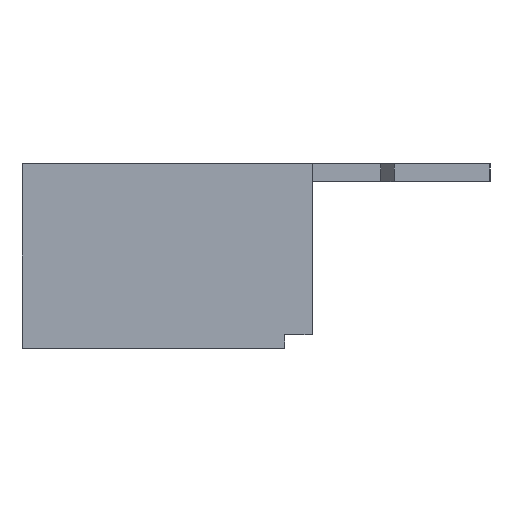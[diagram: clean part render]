
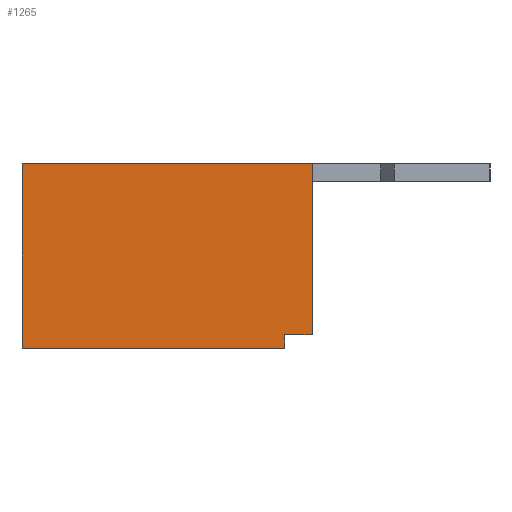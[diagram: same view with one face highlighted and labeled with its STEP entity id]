
A CAD part, left-side view. The second image highlights one B-rep face of the part: STEP entity #1265.
In plain terms, the highlighted planar face has unit normal (-1, 0, 0).
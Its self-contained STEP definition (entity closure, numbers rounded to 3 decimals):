
#1265=ADVANCED_FACE('',(#3286),#3287,.T.);
#2713=VERTEX_POINT('',#4735);
#2717=VERTEX_POINT('',#4739);
#2719=EDGE_CURVE('',#2717,#2713,#4741,.T.);
#2729=VERTEX_POINT('',#4751);
#2733=VERTEX_POINT('',#4755);
#2735=EDGE_CURVE('',#2733,#2729,#4757,.T.);
#2743=VERTEX_POINT('',#4765);
#2747=EDGE_CURVE('',#2729,#2743,#4769,.T.);
#2751=EDGE_CURVE('',#2743,#2717,#4773,.T.);
#2757=VERTEX_POINT('',#4779);
#2761=EDGE_CURVE('',#2713,#2757,#4783,.T.);
#2765=EDGE_CURVE('',#2757,#2733,#4787,.T.);
#3286=FACE_OUTER_BOUND('',#5298,.T.);
#3287=PLANE('',#5299);
#4735=CARTESIAN_POINT('',(0.0,13.0,13.5));
#4739=CARTESIAN_POINT('',(0.0,13.0,1.0));
#4741=LINE('',#7598,#7599);
#4751=CARTESIAN_POINT('',(0.0,15.0,0.0));
#4755=CARTESIAN_POINT('',(0.0,34.2,0.0));
#4757=LINE('',#7622,#7623);
#4765=CARTESIAN_POINT('',(0.0,15.0,1.0));
#4769=LINE('',#7642,#7643);
#4773=LINE('',#7650,#7651);
#4779=CARTESIAN_POINT('',(0.0,34.2,13.5));
#4783=LINE('',#7666,#7667);
#4787=LINE('',#7674,#7675);
#5298=EDGE_LOOP('',(#9225,#9226,#9227,#9228,#9229,#9230));
#5299=AXIS2_PLACEMENT_3D('',#9231,#9232,#9233);
#7598=CARTESIAN_POINT('',(0.0,13.0,1.0));
#7599=VECTOR('',#9716,1.0);
#7622=CARTESIAN_POINT('',(0.0,34.2,0.0));
#7623=VECTOR('',#9720,1.0);
#7642=CARTESIAN_POINT('',(0.0,15.0,0.0));
#7643=VECTOR('',#9724,1.0);
#7650=CARTESIAN_POINT('',(0.0,15.0,1.0));
#7651=VECTOR('',#9726,1.0);
#7666=CARTESIAN_POINT('',(0.0,13.0,13.5));
#7667=VECTOR('',#9729,1.0);
#7674=CARTESIAN_POINT('',(0.0,34.2,13.5));
#7675=VECTOR('',#9731,1.0);
#9225=ORIENTED_EDGE('',*,*,#2765,.T.);
#9226=ORIENTED_EDGE('',*,*,#2735,.T.);
#9227=ORIENTED_EDGE('',*,*,#2747,.T.);
#9228=ORIENTED_EDGE('',*,*,#2751,.T.);
#9229=ORIENTED_EDGE('',*,*,#2719,.T.);
#9230=ORIENTED_EDGE('',*,*,#2761,.T.);
#9231=CARTESIAN_POINT('',(0.0,23.629,6.779));
#9232=DIRECTION('',(-1.0,0.0,0.0));
#9233=DIRECTION('',(0.0,1.0,0.0));
#9716=DIRECTION('',(0.0,0.0,1.0));
#9720=DIRECTION('',(0.0,-1.0,0.0));
#9724=DIRECTION('',(0.0,0.0,1.0));
#9726=DIRECTION('',(0.0,-1.0,0.0));
#9729=DIRECTION('',(0.0,1.0,0.0));
#9731=DIRECTION('',(0.0,0.0,-1.0));
